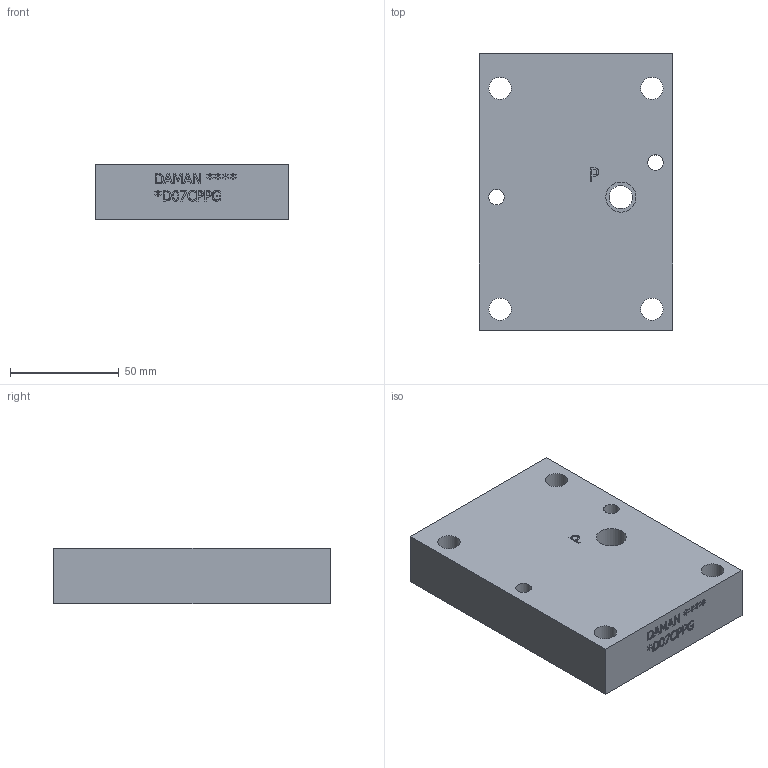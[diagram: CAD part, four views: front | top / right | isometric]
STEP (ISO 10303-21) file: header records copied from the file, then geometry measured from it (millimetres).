
FILE_DESCRIPTION(/* description */ (''),/* implementation_level */ '2;1');
FILE_NAME(/* name */ '_D07CPPG.stp',/* time_stamp */ '2021-12-08T09:29:37-05:00',/* author */ ('jrf'),/* organization */ (''),/* preprocessor_version */ 'ST-DEVELOPER v18',/* originating_system */ 'Autodesk Inventor 2020',/* authorisation */ '');
FILE_SCHEMA (('AUTOMOTIVE_DESIGN { 1 0 10303 214 3 1 1 }'));
Length unit declared in the file: inch
Products named in the file (1): _D07CPPG
Bounding box: 88.9 x 127 x 25.4 mm (x, y, z)
Volume: 271009 mm3; surface area: 38483 mm2
Topology: 1 solids, 1 shells, 328 faces, 902 edges, 609 vertices
Faces by surface type: plane 228, bspline 82, cylinder 16, cone 2
Full cylindrical faces by diameter (mm): 3.175 x2, 7.137 x2, 10.312 x4, 10.719 x1, 11.125 x2, 13.868 x1, 25.4 x4
Entity records: 11093 total; most frequent: CARTESIAN_POINT 3148, ORIENTED_EDGE 1800, DIRECTION 1287, EDGE_CURVE 900, LINE 679, VECTOR 679, VERTEX_POINT 609, EDGE_LOOP 377
